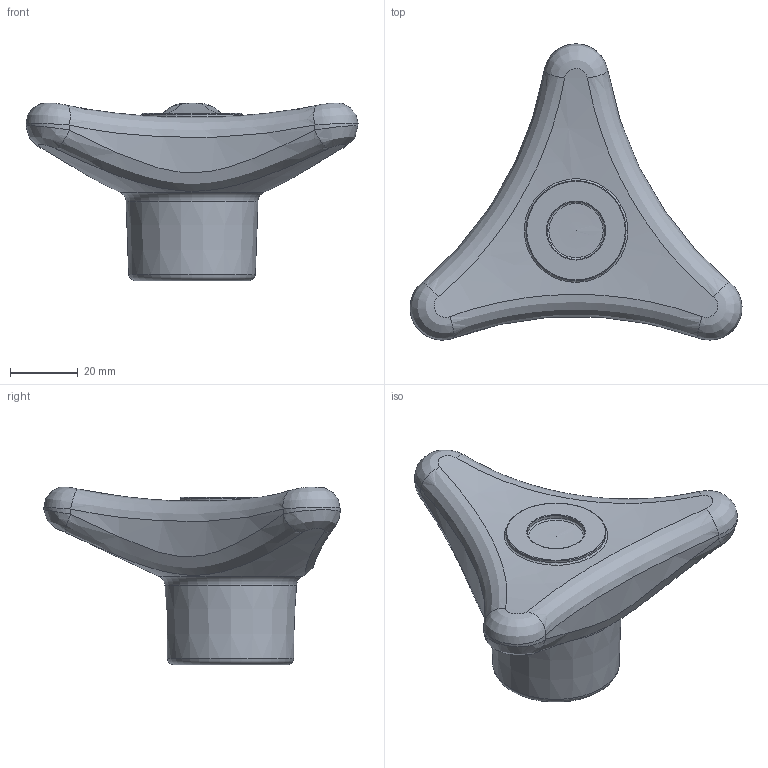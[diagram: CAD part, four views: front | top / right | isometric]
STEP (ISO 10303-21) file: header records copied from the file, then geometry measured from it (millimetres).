
FILE_DESCRIPTION( ( 'Unknown' ), '1' );
FILE_NAME( '6111090_3P110-B.stp', 'Unknown', ( 'Unknown' ), ( 'Unknown' ), 'PSStep 11.0', 'Unknown', ' ' );
FILE_SCHEMA( ( 'AUTOMOTIVE_DESIGN { 1 0 10303 214 1 1 1 1 }' ) );
Length unit declared in the file: millimetre
Products named in the file (1): 6111090
Bounding box: 97.8 x 87.24 x 52.34 mm (x, y, z)
Volume: 102657.6 mm3; surface area: 16896.8 mm2
Topology: 1 solids, 3 shells, 44 faces, 98 edges, 59 vertices
Faces by surface type: bspline 15, cylinder 13, torus 6, plane 5, cone 4, sphere 1
Full cylindrical faces by diameter (mm): 13.835 x1, 16.957 x1, 18 x1, 19 x3, 29.458 x1
Entity records: 6700 total; most frequent: CARTESIAN_POINT 5596, DIRECTION 136, ORIENTED_EDGE 130, EDGE_LOOP 66, AXIS2_PLACEMENT_3D 65, EDGE_CURVE 65, FACE_OUTER_BOUND 58, VERTEX_POINT 50
